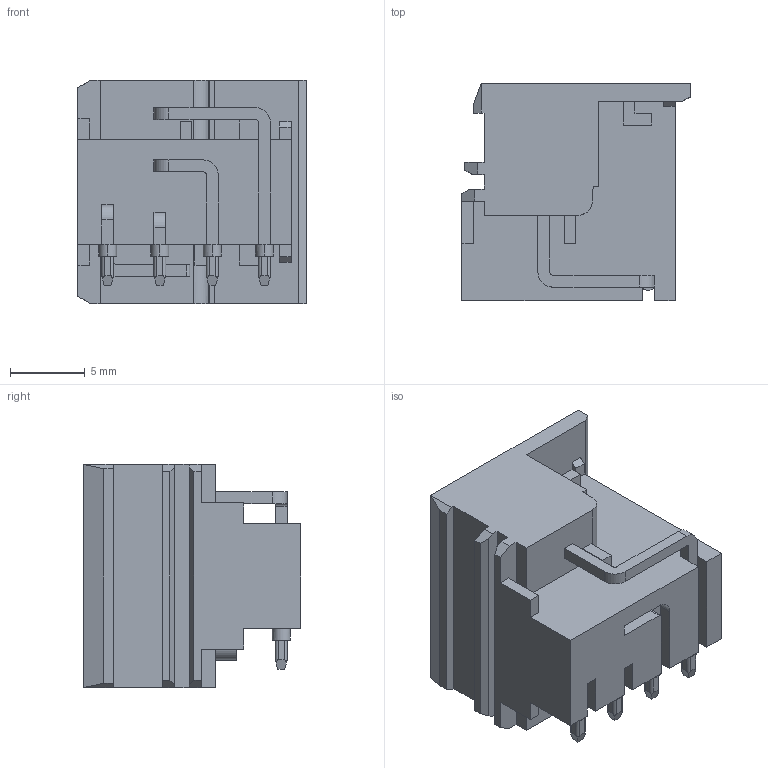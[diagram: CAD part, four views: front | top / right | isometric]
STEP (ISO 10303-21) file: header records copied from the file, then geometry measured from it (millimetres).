
FILE_DESCRIPTION(('FreeCAD Model'),'2;1');
FILE_NAME('MCO_1_5_4-G1R_3_5_H.Select__00452073.step', '2017-08-16T12:14:35',('kicad StepUp'),('ksu MCAD'), 'Open CASCADE STEP processor 7.1','FreeCAD','Unknown');
FILE_SCHEMA(('AUTOMOTIVE_DESIGN_CC2 { 1 2 10303 214 -1 1 5 4 }'));
Length unit declared in the file: millimetre
Products named in the file (2): ASSEMBLY; MCO_1_5_4-G1R_3_5_H.Select__00452073
Assembly tree (1 placements, depth 2):
  ASSEMBLY
    MCO_1_5_4-G1R_3_5_H.Select__00452073
Bounding box: 15.3 x 14.55 x 14.95 mm (x, y, z)
Volume: 1672.3 mm3; surface area: 2091.1 mm2
Topology: 1 solids, 1 shells, 337 faces, 933 edges, 614 vertices
Faces by surface type: plane 266, cylinder 71
Entity records: 13075 total; most frequent: CARTESIAN_POINT 1886, ORIENTED_EDGE 1866, DIRECTION 1797, EDGE_CURVE 933, LINE 747, VECTOR 747, VERTEX_POINT 614, AXIS2_PLACEMENT_3D 525
